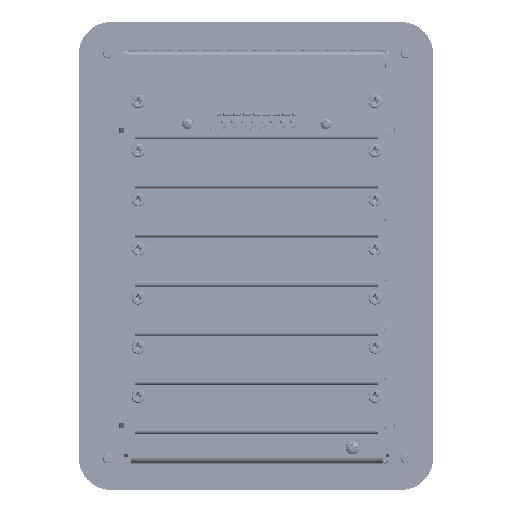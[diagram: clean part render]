
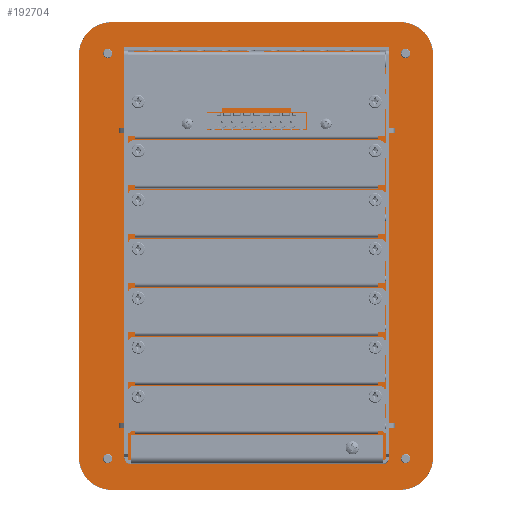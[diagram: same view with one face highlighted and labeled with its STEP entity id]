
A CAD part, top view. The second image highlights one B-rep face of the part: STEP entity #192704.
In plain terms, the highlighted planar face has unit normal (0, 0, 1).
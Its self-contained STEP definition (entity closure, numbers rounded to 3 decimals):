
#3897=B_SPLINE_CURVE_WITH_KNOTS('',3,(#321253,#321254,#321255,#321256,#321257,
#321258,#321259,#321260,#321261,#321262,#321263,#321264,#321265),
 .UNSPECIFIED.,.F.,.F.,(4,3,3,3,4),(-2.901,-2.147,
-1.771,-1.017,-0.264),.UNSPECIFIED.);
#3898=B_SPLINE_CURVE_WITH_KNOTS('',3,(#321269,#321270,#321271,#321272,#321273,
#321274,#321275,#321276,#321277,#321278,#321279,#321280,#321281),
 .UNSPECIFIED.,.F.,.F.,(4,3,3,3,4),(-2.901,-2.147,
-1.771,-1.017,-0.264),.UNSPECIFIED.);
#3899=B_SPLINE_CURVE_WITH_KNOTS('',3,(#321285,#321286,#321287,#321288,#321289,
#321290,#321291,#321292,#321293,#321294,#321295,#321296,#321297),
 .UNSPECIFIED.,.F.,.F.,(4,3,3,3,4),(-2.901,-2.147,
-1.771,-1.017,-0.264),.UNSPECIFIED.);
#3900=B_SPLINE_CURVE_WITH_KNOTS('',3,(#321301,#321302,#321303,#321304,#321305,
#321306,#321307,#321308,#321309,#321310,#321311,#321312,#321313),
 .UNSPECIFIED.,.F.,.F.,(4,3,3,3,4),(-2.901,-2.147,
-1.771,-1.017,-0.264),.UNSPECIFIED.);
#13248=PLANE('',#206475);
#21339=FACE_OUTER_BOUND('',#33517,.T.);
#33517=EDGE_LOOP('',(#159273,#159274,#159275,#159276,#159277,#159278,#159279,
#159280));
#49219=LINE('',#321267,#65567);
#49220=LINE('',#321283,#65568);
#49221=LINE('',#321299,#65569);
#49222=LINE('',#321314,#65570);
#65567=VECTOR('',#244209,0.394);
#65568=VECTOR('',#244210,0.394);
#65569=VECTOR('',#244211,0.394);
#65570=VECTOR('',#244212,0.394);
#88899=VERTEX_POINT('',#321251);
#88900=VERTEX_POINT('',#321252);
#88901=VERTEX_POINT('',#321266);
#88902=VERTEX_POINT('',#321268);
#88903=VERTEX_POINT('',#321282);
#88904=VERTEX_POINT('',#321284);
#88905=VERTEX_POINT('',#321298);
#88906=VERTEX_POINT('',#321300);
#113054=EDGE_CURVE('',#88899,#88900,#3897,.F.);
#113055=EDGE_CURVE('',#88901,#88899,#49219,.F.);
#113056=EDGE_CURVE('',#88902,#88901,#3898,.F.);
#113057=EDGE_CURVE('',#88903,#88902,#49220,.F.);
#113058=EDGE_CURVE('',#88904,#88903,#3899,.F.);
#113059=EDGE_CURVE('',#88905,#88904,#49221,.F.);
#113060=EDGE_CURVE('',#88906,#88905,#3900,.F.);
#113061=EDGE_CURVE('',#88900,#88906,#49222,.F.);
#159273=ORIENTED_EDGE('',*,*,#113054,.F.);
#159274=ORIENTED_EDGE('',*,*,#113055,.F.);
#159275=ORIENTED_EDGE('',*,*,#113056,.F.);
#159276=ORIENTED_EDGE('',*,*,#113057,.F.);
#159277=ORIENTED_EDGE('',*,*,#113058,.F.);
#159278=ORIENTED_EDGE('',*,*,#113059,.F.);
#159279=ORIENTED_EDGE('',*,*,#113060,.F.);
#159280=ORIENTED_EDGE('',*,*,#113061,.F.);
#192704=ADVANCED_FACE('',(#21339),#13248,.T.);
#206475=AXIS2_PLACEMENT_3D('',#321250,#244207,#244208);
#244207=DIRECTION('center_axis',(0.,0.,
1.));
#244208=DIRECTION('ref_axis',(0.,1.,0.));
#244209=DIRECTION('',(0.,1.,0.));
#244210=DIRECTION('',(-1.,0.,0.));
#244211=DIRECTION('',(0.,-1.,0.));
#244212=DIRECTION('',(1.,0.,0.));
#321250=CARTESIAN_POINT('Origin',(-2.292,2.091,-3.706));
#321251=CARTESIAN_POINT('',(3.586,0.14,-3.706));
#321252=CARTESIAN_POINT('',(2.927,-0.519,-3.706));
#321253=CARTESIAN_POINT('Ctrl Pts',(2.927,-0.519,
-3.706));
#321254=CARTESIAN_POINT('Ctrl Pts',(3.026,-0.519,
-3.706));
#321255=CARTESIAN_POINT('Ctrl Pts',(3.125,-0.496,
-3.706));
#321256=CARTESIAN_POINT('Ctrl Pts',(3.213,-0.454,
-3.706));
#321257=CARTESIAN_POINT('Ctrl Pts',(3.258,-0.432,
-3.706));
#321258=CARTESIAN_POINT('Ctrl Pts',(3.3,-0.406,
-3.706));
#321259=CARTESIAN_POINT('Ctrl Pts',(3.338,-0.375,
-3.706));
#321260=CARTESIAN_POINT('Ctrl Pts',(3.415,-0.314,
-3.706));
#321261=CARTESIAN_POINT('Ctrl Pts',(3.478,-0.235,
-3.706));
#321262=CARTESIAN_POINT('Ctrl Pts',(3.521,-0.146,
-3.706));
#321263=CARTESIAN_POINT('Ctrl Pts',(3.564,-0.057,
-3.706));
#321264=CARTESIAN_POINT('Ctrl Pts',(3.586,0.041,
-3.706));
#321265=CARTESIAN_POINT('Ctrl Pts',(3.586,0.14,
-3.706));
#321266=CARTESIAN_POINT('',(3.586,8.336,-3.706));
#321267=CARTESIAN_POINT('',(3.586,1.603,-3.706));
#321268=CARTESIAN_POINT('',(2.927,8.995,-3.706));
#321269=CARTESIAN_POINT('Ctrl Pts',(3.586,8.336,-3.706));
#321270=CARTESIAN_POINT('Ctrl Pts',(3.586,8.435,-3.706));
#321271=CARTESIAN_POINT('Ctrl Pts',(3.564,8.533,-3.706));
#321272=CARTESIAN_POINT('Ctrl Pts',(3.521,8.622,-3.706));
#321273=CARTESIAN_POINT('Ctrl Pts',(3.5,8.666,-3.706));
#321274=CARTESIAN_POINT('Ctrl Pts',(3.473,8.708,-3.706));
#321275=CARTESIAN_POINT('Ctrl Pts',(3.443,8.747,-3.706));
#321276=CARTESIAN_POINT('Ctrl Pts',(3.381,8.824,-3.706));
#321277=CARTESIAN_POINT('Ctrl Pts',(3.302,8.887,-3.706));
#321278=CARTESIAN_POINT('Ctrl Pts',(3.213,8.93,-3.706));
#321279=CARTESIAN_POINT('Ctrl Pts',(3.125,8.972,-3.706));
#321280=CARTESIAN_POINT('Ctrl Pts',(3.026,8.995,-3.706));
#321281=CARTESIAN_POINT('Ctrl Pts',(2.927,8.995,-3.706));
#321282=CARTESIAN_POINT('',(-2.956,8.995,-3.706));
#321283=CARTESIAN_POINT('',(-0.987,8.995,-3.706));
#321284=CARTESIAN_POINT('',(-3.615,8.336,-3.706));
#321285=CARTESIAN_POINT('Ctrl Pts',(-2.956,8.995,-3.706));
#321286=CARTESIAN_POINT('Ctrl Pts',(-3.055,8.995,
-3.706));
#321287=CARTESIAN_POINT('Ctrl Pts',(-3.154,8.972,
-3.706));
#321288=CARTESIAN_POINT('Ctrl Pts',(-3.242,8.93,
-3.706));
#321289=CARTESIAN_POINT('Ctrl Pts',(-3.287,8.908,-3.706));
#321290=CARTESIAN_POINT('Ctrl Pts',(-3.329,8.882,
-3.706));
#321291=CARTESIAN_POINT('Ctrl Pts',(-3.367,8.851,
-3.706));
#321292=CARTESIAN_POINT('Ctrl Pts',(-3.444,8.79,
-3.706));
#321293=CARTESIAN_POINT('Ctrl Pts',(-3.507,8.711,
-3.706));
#321294=CARTESIAN_POINT('Ctrl Pts',(-3.55,8.622,
-3.706));
#321295=CARTESIAN_POINT('Ctrl Pts',(-3.593,8.533,-3.706));
#321296=CARTESIAN_POINT('Ctrl Pts',(-3.615,8.435,-3.706));
#321297=CARTESIAN_POINT('Ctrl Pts',(-3.615,8.336,
-3.706));
#321298=CARTESIAN_POINT('',(-3.615,0.14,-3.706));
#321299=CARTESIAN_POINT('',(-3.615,3.652,-3.706));
#321300=CARTESIAN_POINT('',(-2.956,-0.519,-3.706));
#321301=CARTESIAN_POINT('Ctrl Pts',(-3.615,0.14,
-3.706));
#321302=CARTESIAN_POINT('Ctrl Pts',(-3.615,0.041,
-3.706));
#321303=CARTESIAN_POINT('Ctrl Pts',(-3.593,-0.057,
-3.706));
#321304=CARTESIAN_POINT('Ctrl Pts',(-3.55,-0.146,
-3.706));
#321305=CARTESIAN_POINT('Ctrl Pts',(-3.529,-0.191,
-3.706));
#321306=CARTESIAN_POINT('Ctrl Pts',(-3.502,-0.233,
-3.706));
#321307=CARTESIAN_POINT('Ctrl Pts',(-3.472,-0.271,
-3.706));
#321308=CARTESIAN_POINT('Ctrl Pts',(-3.41,-0.348,
-3.706));
#321309=CARTESIAN_POINT('Ctrl Pts',(-3.331,-0.411,
-3.706));
#321310=CARTESIAN_POINT('Ctrl Pts',(-3.242,-0.454,
-3.706));
#321311=CARTESIAN_POINT('Ctrl Pts',(-3.154,-0.497,
-3.706));
#321312=CARTESIAN_POINT('Ctrl Pts',(-3.055,-0.519,
-3.706));
#321313=CARTESIAN_POINT('Ctrl Pts',(-2.956,-0.519,
-3.706));
#321314=CARTESIAN_POINT('',(-2.458,-0.519,-3.706));
